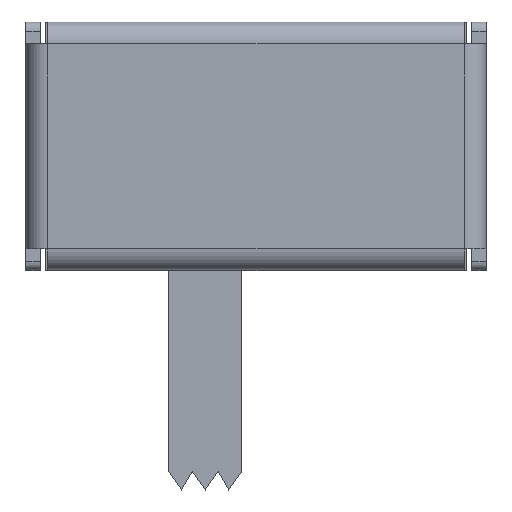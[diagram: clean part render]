
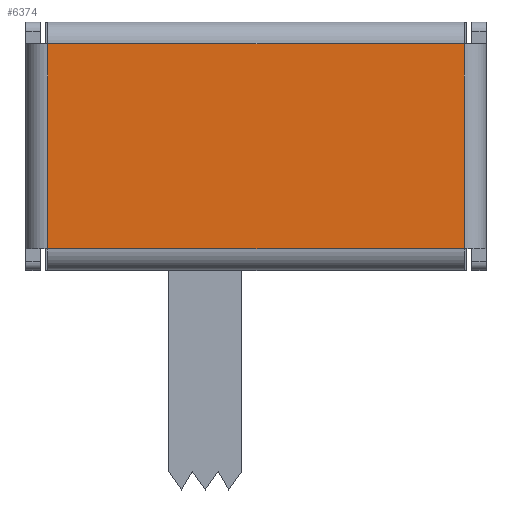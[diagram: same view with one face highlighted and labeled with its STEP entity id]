
A CAD part, top view. The second image highlights one B-rep face of the part: STEP entity #6374.
In plain terms, the highlighted planar face has unit normal (0, 0, 1).
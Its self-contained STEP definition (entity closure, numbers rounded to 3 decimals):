
#635 = LINE ( 'NONE', #5964, #13205 ) ;
#993 = DIRECTION ( 'NONE',  ( 0., 0., 1. ) ) ;
#1655 = CARTESIAN_POINT ( 'NONE',  ( 5.7, 2.8, 4.7 ) ) ;
#2031 = VERTEX_POINT ( 'NONE', #14848 ) ;
#2185 = FACE_OUTER_BOUND ( 'NONE', #19633, .T. ) ;
#3197 = ORIENTED_EDGE ( 'NONE', *, *, #12363, .T. ) ;
#3739 = LINE ( 'NONE', #3866, #13433 ) ;
#3866 = CARTESIAN_POINT ( 'NONE',  ( 5.7, 2.8, 4.7 ) ) ;
#4752 = CARTESIAN_POINT ( 'NONE',  ( 0., 0., 4.7 ) ) ;
#5095 = ORIENTED_EDGE ( 'NONE', *, *, #13713, .T. ) ;
#5427 = DIRECTION ( 'NONE',  ( -1., 0., 0. ) ) ;
#5964 = CARTESIAN_POINT ( 'NONE',  ( -5.7, 3.4, 4.7 ) ) ;
#6277 = CARTESIAN_POINT ( 'NONE',  ( -5.7, -2.8, 4.7 ) ) ;
#6374 = ADVANCED_FACE ( 'NONE', ( #2185 ), #18453, .T. ) ;
#9430 = VECTOR ( 'NONE', #10151, 1000. ) ;
#10013 = DIRECTION ( 'NONE',  ( 1., 0., 0. ) ) ;
#10029 = ORIENTED_EDGE ( 'NONE', *, *, #10485, .T. ) ;
#10151 = DIRECTION ( 'NONE',  ( 1., 0., 0. ) ) ;
#10375 = CARTESIAN_POINT ( 'NONE',  ( 5.7, -2.8, 4.7 ) ) ;
#10485 = EDGE_CURVE ( 'NONE', #21941, #2031, #3739, .T. ) ;
#11972 = LINE ( 'NONE', #19188, #9430 ) ;
#12145 = DIRECTION ( 'NONE',  ( 0., 1., 0. ) ) ;
#12363 = EDGE_CURVE ( 'NONE', #16682, #12568, #11972, .T. ) ;
#12568 = VERTEX_POINT ( 'NONE', #10375 ) ;
#13205 = VECTOR ( 'NONE', #13472, 1000. ) ;
#13433 = VECTOR ( 'NONE', #5427, 1000. ) ;
#13472 = DIRECTION ( 'NONE',  ( 0., -1., 0. ) ) ;
#13559 = LINE ( 'NONE', #20797, #22001 ) ;
#13713 = EDGE_CURVE ( 'NONE', #12568, #21941, #13559, .T. ) ;
#13845 = ORIENTED_EDGE ( 'NONE', *, *, #22554, .T. ) ;
#14273 = AXIS2_PLACEMENT_3D ( 'NONE', #4752, #993, #10013 ) ;
#14848 = CARTESIAN_POINT ( 'NONE',  ( -5.7, 2.8, 4.7 ) ) ;
#16682 = VERTEX_POINT ( 'NONE', #6277 ) ;
#18453 = PLANE ( 'NONE',  #14273 ) ;
#19188 = CARTESIAN_POINT ( 'NONE',  ( -5.7, -2.8, 4.7 ) ) ;
#19633 = EDGE_LOOP ( 'NONE', ( #5095, #10029, #13845, #3197 ) ) ;
#20797 = CARTESIAN_POINT ( 'NONE',  ( 5.7, -3.4, 4.7 ) ) ;
#21941 = VERTEX_POINT ( 'NONE', #1655 ) ;
#22001 = VECTOR ( 'NONE', #12145, 1000. ) ;
#22554 = EDGE_CURVE ( 'NONE', #2031, #16682, #635, .T. ) ;
